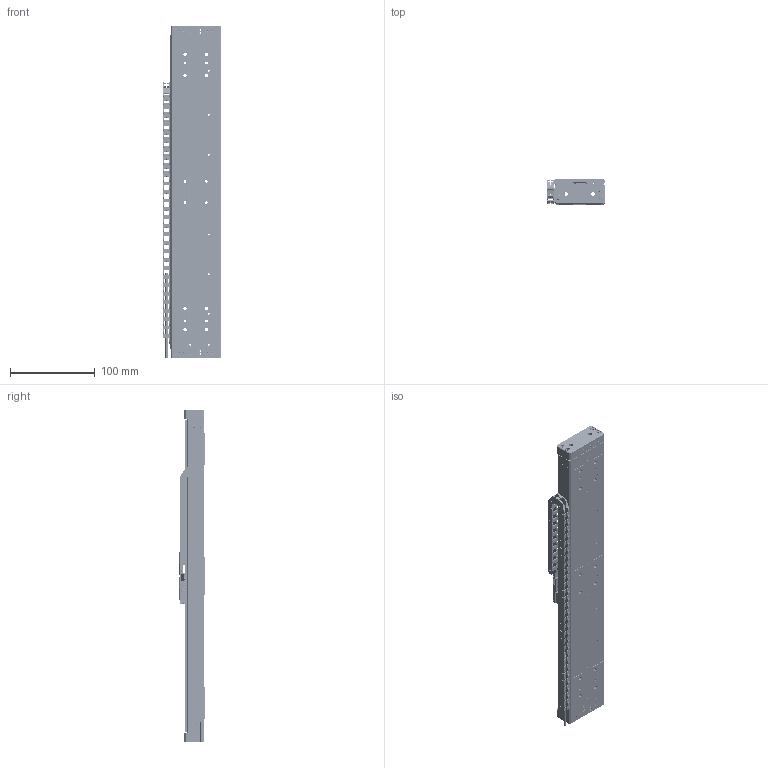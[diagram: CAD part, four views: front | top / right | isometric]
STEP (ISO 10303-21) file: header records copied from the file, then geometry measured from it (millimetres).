
FILE_DESCRIPTION (( 'STEP AP214' ), '1' );
FILE_NAME ('PPS-60-15XXX.STEP', '2023-03-01T22:54:39', ( '' ), ( '' ), 'SwSTEP 2.0', 'SolidWorks 2020', '' );
FILE_SCHEMA (( 'AUTOMOTIVE_DESIGN' ));
Length unit declared in the file: millimetre
Products named in the file (20): 430562 PPS-60, Cable Clamp, Carriage; 130174 PPS-60, Bearing Block; Cable Chain exit cable; 430561 Dowel Pin Press Fit Assembly_PPS-60 Piezo Endplate (No Dowel Pins); 430561 PPS-60, End Support, Linear Shaft_Tapped Hole Modification ; 130174 Bearing Slide Rail, PPS-60_300mm; Dowel Pin, M-DIN_M01.5 x 005; SCREW, SHCS-S, M-DIN_M3 x 0.5 x 12mm; IGUS chain link; IGUS chain, PPS-60_300mm; SCREW, SHCS-S, M-DIN_M2 x 0.4 x 03mm; 430675 PPS-60, Piezo Motor Carriage, L65mm; SCREW, MS-PPH, M-JCIS_M2 x 0.4 x 7mm; Set Screw, Cup-H, M-DIN_M3 x 0.5 x 04mm; SCREW, MS-PPH, M-JCIS_M1.6 x 0.35 x 4mm; PPS-60-15XXX; PPS-60, Base, Master Part_300mm; IGUS chain, end link; SCREW, MS-PPH, M-JCIS_M2 x 0.4 x 6mm
Assembly tree (131 placements, depth 3):
  PPS-60-15XXX
    PPS-60, Base, Master Part_300mm
    430562 PPS-60, Cable Clamp, Carriage
    SCREW, SHCS-S, M-DIN_M3 x 0.5 x 12mm  x8
    SCREW, MS-PPH, M-JCIS_M1.6 x 0.35 x 4mm  x4
    SCREW, SHCS-S, M-DIN_M2 x 0.4 x 03mm  x8
    Dowel Pin, M-DIN_M01.5 x 005  x2
    130174 PPS-60, Bearing Block  x4
    130174 Bearing Slide Rail, PPS-60_300mm  x2
    SCREW, MS-PPH, M-JCIS_M2 x 0.4 x 6mm  x41
    SCREW, MS-PPH, M-JCIS_M2 x 0.4 x 7mm  x7
    430675 PPS-60, Piezo Motor Carriage, L65mm
    430561 Dowel Pin Press Fit Assembly_PPS-60 Piezo Endplate (No Dowel Pins)
      430561 PPS-60, End Support, Linear Shaft_Tapped Hole Modification 
    430561 Dowel Pin Press Fit Assembly_PPS-60 Piezo Endplate (No Dowel Pins)
      430561 PPS-60, End Support, Linear Shaft_Tapped Hole Modification 
    Set Screw, Cup-H, M-DIN_M3 x 0.5 x 04mm  x4
    IGUS chain, PPS-60_300mm
      IGUS chain, end link
      IGUS chain link  x41
    Cable Chain exit cable
Bounding box: 68.7 x 30 x 392 mm (x, y, z)
Volume: 283239.6 mm3; surface area: 156950.3 mm2
Topology: 128 solids, 128 shells, 6723 faces, 16604 edges, 10385 vertices
Faces by surface type: plane 3470, cylinder 2158, cone 650, torus 444, bspline 1
Entity records: 59184 total; most frequent: CARTESIAN_POINT 10633, DIRECTION 10223, ORIENTED_EDGE 8920, EDGE_CURVE 4460, AXIS2_PLACEMENT_3D 3882, VERTEX_POINT 2872, LINE 2459, VECTOR 2459
